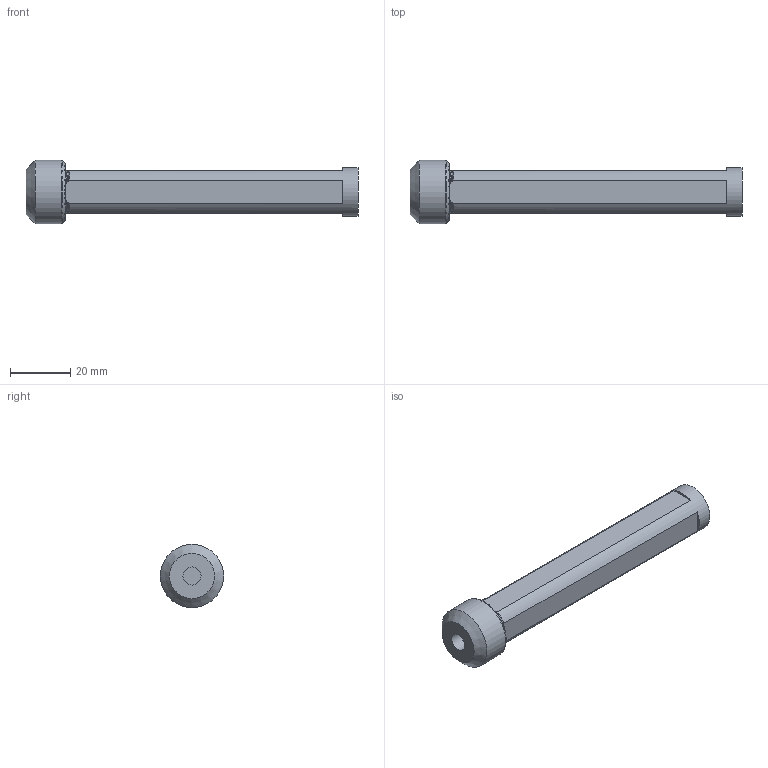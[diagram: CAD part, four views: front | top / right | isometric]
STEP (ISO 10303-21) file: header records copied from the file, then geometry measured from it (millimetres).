
FILE_DESCRIPTION(/* description */ (''),/* implementation_level */ '2;1');
FILE_NAME(/* name */ 'APCH-16-6-L110-H.stp',/* time_stamp */ '2024-12-13T17:46:02+03:00',/* author */ (''),/* organization */ (''),/* preprocessor_version */ 'ST-DEVELOPER v19.4',/* originating_system */ 'SIEMENS PLM Software NX2306.9102',/* authorisation */ '');
FILE_SCHEMA (('AUTOMOTIVE_DESIGN { 1 0 10303 214 3 1 1 1 }'));
Length unit declared in the file: millimetre
Products named in the file (1): APCH-16-6-L110-H-LIGHT_objects
Bounding box: 110 x 21 x 21 mm (x, y, z)
Volume: 21074.6 mm3; surface area: 6644.7 mm2
Topology: 1 solids, 1 shells, 37 faces, 96 edges, 63 vertices
Faces by surface type: plane 16, cone 11, cylinder 7, torus 3
Full cylindrical faces by diameter (mm): 6 x1, 16 x1, 21 x1
Entity records: 1283 total; most frequent: CARTESIAN_POINT 409, DIRECTION 172, ORIENTED_EDGE 166, EDGE_CURVE 83, AXIS2_PLACEMENT_3D 74, VERTEX_POINT 59, EDGE_LOOP 48, ADVANCED_FACE 37
